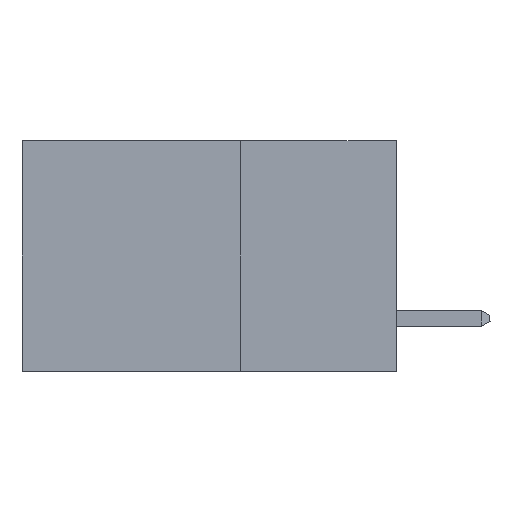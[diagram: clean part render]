
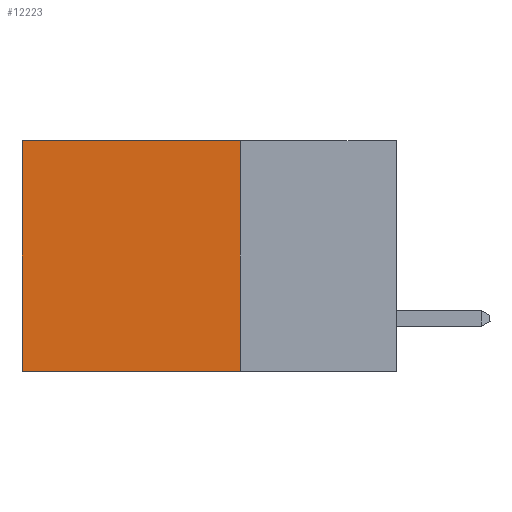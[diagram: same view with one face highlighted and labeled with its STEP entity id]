
A CAD part, left-side view. The second image highlights one B-rep face of the part: STEP entity #12223.
In plain terms, the highlighted planar face has unit normal (-1, 0, 0).
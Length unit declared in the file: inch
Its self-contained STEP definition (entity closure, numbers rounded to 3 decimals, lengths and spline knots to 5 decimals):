
#834 = CARTESIAN_POINT ( 'NONE',  ( 0.298, 0.25, 0. ) ) ;
#848 = CARTESIAN_POINT ( 'NONE',  ( 0.298, 0.25, -0.37 ) ) ;
#1178 = VERTEX_POINT ( 'NONE', #13164 ) ;
#1368 = VERTEX_POINT ( 'NONE', #8292 ) ;
#1509 = DIRECTION ( 'NONE',  ( 0., 0., -1. ) ) ;
#1712 = LINE ( 'NONE', #4711, #13333 ) ;
#1912 = DIRECTION ( 'NONE',  ( 0., 1., 0. ) ) ;
#2134 = VERTEX_POINT ( 'NONE', #848 ) ;
#2813 = AXIS2_PLACEMENT_3D ( 'NONE', #6615, #10009, #3237 ) ;
#3237 = DIRECTION ( 'NONE',  ( 0., 0., -1. ) ) ;
#3311 = ORIENTED_EDGE ( 'NONE', *, *, #5050, .T. ) ;
#3432 = ORIENTED_EDGE ( 'NONE', *, *, #7341, .F. ) ;
#3555 = ORIENTED_EDGE ( 'NONE', *, *, #3904, .T. ) ;
#3776 = VECTOR ( 'NONE', #12854, 39.37008 ) ;
#3904 = EDGE_CURVE ( 'NONE', #1178, #10217, #8066, .T. ) ;
#4122 = LINE ( 'NONE', #11776, #3776 ) ;
#4711 = CARTESIAN_POINT ( 'NONE',  ( 0.298, 0.6, 0. ) ) ;
#5050 = EDGE_CURVE ( 'NONE', #10217, #1368, #1712, .T. ) ;
#5081 = VECTOR ( 'NONE', #1912, 39.37008 ) ;
#6558 = PLANE ( 'NONE',  #2813 ) ;
#6562 = ORIENTED_EDGE ( 'NONE', *, *, #11970, .F. ) ;
#6583 = FACE_OUTER_BOUND ( 'NONE', #14001, .T. ) ;
#6615 = CARTESIAN_POINT ( 'NONE',  ( 0.298, 0.25, 0. ) ) ;
#7341 = EDGE_CURVE ( 'NONE', #2134, #1368, #14578, .T. ) ;
#8066 = LINE ( 'NONE', #834, #5081 ) ;
#8292 = CARTESIAN_POINT ( 'NONE',  ( 0.298, 0.6, -0.37 ) ) ;
#8470 = CARTESIAN_POINT ( 'NONE',  ( 0.298, 0.6, 0. ) ) ;
#8851 = VECTOR ( 'NONE', #10674, 39.37008 ) ;
#10009 = DIRECTION ( 'NONE',  ( 1., 0., 0. ) ) ;
#10217 = VERTEX_POINT ( 'NONE', #8470 ) ;
#10674 = DIRECTION ( 'NONE',  ( 0., 1., 0. ) ) ;
#10882 = CARTESIAN_POINT ( 'NONE',  ( 0.298, 0.25, -0.37 ) ) ;
#11776 = CARTESIAN_POINT ( 'NONE',  ( 0.298, 0.25, 0. ) ) ;
#11970 = EDGE_CURVE ( 'NONE', #1178, #2134, #4122, .T. ) ;
#12223 = ADVANCED_FACE ( 'NONE', ( #6583 ), #6558, .F. ) ;
#12854 = DIRECTION ( 'NONE',  ( 0., 0., -1. ) ) ;
#13164 = CARTESIAN_POINT ( 'NONE',  ( 0.298, 0.25, 0. ) ) ;
#13333 = VECTOR ( 'NONE', #1509, 39.37008 ) ;
#14001 = EDGE_LOOP ( 'NONE', ( #3311, #3432, #6562, #3555 ) ) ;
#14578 = LINE ( 'NONE', #10882, #8851 ) ;
